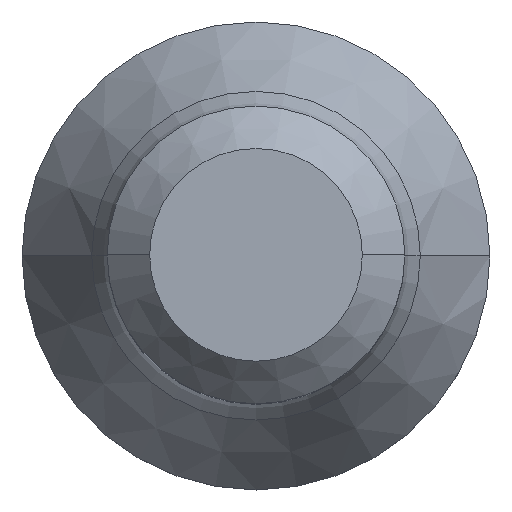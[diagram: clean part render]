
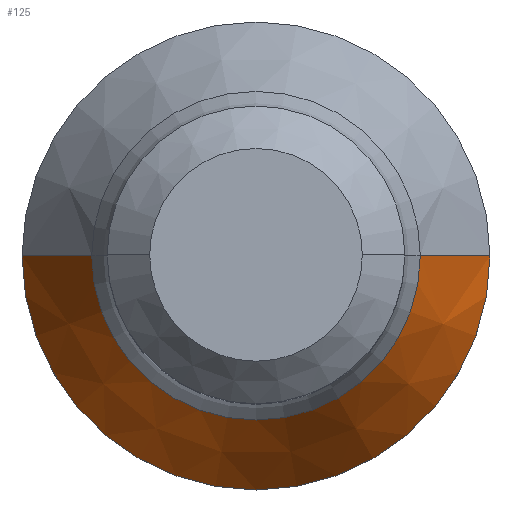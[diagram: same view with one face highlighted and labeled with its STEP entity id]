
A CAD part, top view. The second image highlights one B-rep face of the part: STEP entity #125.
In plain terms, the highlighted conical face has half-angle 30 degrees and reference radius 2.341 mm.
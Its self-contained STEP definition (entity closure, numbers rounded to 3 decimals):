
#76=CONICAL_SURFACE('',#516,2.341,30.);
#81=LINE('',#732,#101);
#82=LINE('',#733,#102);
#101=VECTOR('',#600,1.);
#102=VECTOR('',#601,1.);
#125=ADVANCED_FACE('',(#155),#76,.T.);
#155=FACE_OUTER_BOUND('',#182,.T.);
#182=EDGE_LOOP('',(#233,#234,#235,#236));
#233=ORIENTED_EDGE('',*,*,#387,.T.);
#234=ORIENTED_EDGE('',*,*,#391,.F.);
#235=ORIENTED_EDGE('',*,*,#393,.F.);
#236=ORIENTED_EDGE('',*,*,#392,.T.);
#341=VERTEX_POINT('',#722);
#342=VERTEX_POINT('',#724);
#343=VERTEX_POINT('',#730);
#344=VERTEX_POINT('',#731);
#387=EDGE_CURVE('',#342,#341,#449,.T.);
#391=EDGE_CURVE('',#344,#341,#81,.T.);
#392=EDGE_CURVE('',#343,#342,#82,.T.);
#393=EDGE_CURVE('',#343,#344,#453,.T.);
#449=CIRCLE('',#508,1.931);
#453=CIRCLE('',#515,2.75);
#508=AXIS2_PLACEMENT_3D('',#723,#588,#589);
#515=AXIS2_PLACEMENT_3D('',#735,#604,#605);
#516=AXIS2_PLACEMENT_3D('',#736,#606,#607);
#588=DIRECTION('',(0.,0.,-1.));
#589=DIRECTION('',(1.,0.,0.));
#600=DIRECTION('',(0.5,0.,0.866));
#601=DIRECTION('',(-0.5,0.,0.866));
#604=DIRECTION('',(0.,0.,-1.));
#605=DIRECTION('',(1.,0.,0.));
#606=DIRECTION('',(0.,0.,-1.));
#607=DIRECTION('',(-1.,0.,0.));
#722=CARTESIAN_POINT('',(-1.931,0.,2.418));
#723=CARTESIAN_POINT('',(0.,0.,2.418));
#724=CARTESIAN_POINT('',(1.931,0.,2.418));
#730=CARTESIAN_POINT('',(2.75,0.,1.));
#731=CARTESIAN_POINT('',(-2.75,0.,1.));
#732=CARTESIAN_POINT('',(-1.931,0.,2.418));
#733=CARTESIAN_POINT('',(1.931,0.,2.418));
#735=CARTESIAN_POINT('',(0.,0.,1.));
#736=CARTESIAN_POINT('',(0.,0.,1.709));
